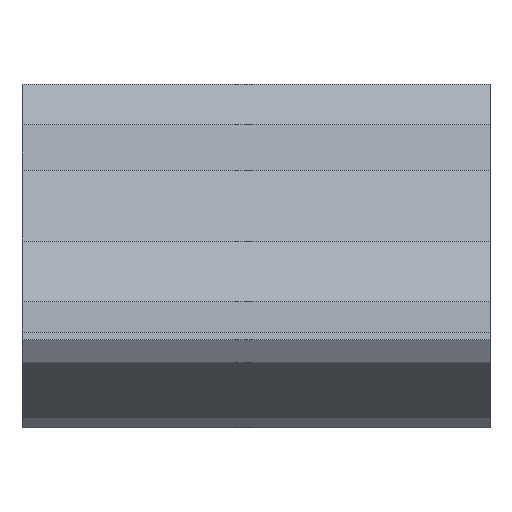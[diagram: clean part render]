
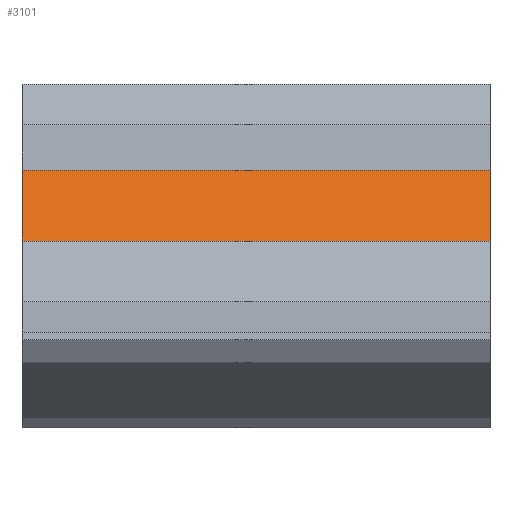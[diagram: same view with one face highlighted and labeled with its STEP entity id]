
A CAD part, front view. The second image highlights one B-rep face of the part: STEP entity #3101.
In plain terms, the highlighted planar face has unit normal (0, -0.622, 0.783).
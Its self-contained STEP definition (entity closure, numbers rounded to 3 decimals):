
#72 = PLANE('',#73);
#73 = AXIS2_PLACEMENT_3D('',#74,#75,#76);
#74 = CARTESIAN_POINT('',(-40.,80.,49.9));
#75 = DIRECTION('',(-1.,-0.,0.));
#76 = DIRECTION('',(0.,-0.,-1.));
#126 = PLANE('',#127);
#127 = AXIS2_PLACEMENT_3D('',#128,#129,#130);
#128 = CARTESIAN_POINT('',(-30.,80.,49.9));
#129 = DIRECTION('',(-1.,-0.,0.));
#130 = DIRECTION('',(0.,-0.,-1.));
#2971 = PLANE('',#2972);
#2972 = AXIS2_PLACEMENT_3D('',#2973,#2974,#2975);
#2973 = CARTESIAN_POINT('',(-30.,60.318,-17.801));
#2974 = DIRECTION('',(0.,-0.815,0.58));
#2975 = DIRECTION('',(0.,-0.58,-0.815));
#3029 = EDGE_CURVE('',#3030,#3032,#3034,.T.);
#3030 = VERTEX_POINT('',#3031);
#3031 = CARTESIAN_POINT('',(-30.,62.048,-15.368));
#3032 = VERTEX_POINT('',#3033);
#3033 = CARTESIAN_POINT('',(-40.,62.048,-15.368));
#3034 = SURFACE_CURVE('',#3035,(#3039,#3046),.PCURVE_S1.);
#3035 = LINE('',#3036,#3037);
#3036 = CARTESIAN_POINT('',(-30.,62.048,-15.368));
#3037 = VECTOR('',#3038,1.);
#3038 = DIRECTION('',(-1.,-0.,0.));
#3039 = PCURVE('',#2971,#3040);
#3040 = DEFINITIONAL_REPRESENTATION('',(#3041),#3045);
#3041 = LINE('',#3042,#3043);
#3042 = CARTESIAN_POINT('',(-2.985,0.));
#3043 = VECTOR('',#3044,1.);
#3044 = DIRECTION('',(-0.,-1.));
#3045 = ( GEOMETRIC_REPRESENTATION_CONTEXT(2) 
PARAMETRIC_REPRESENTATION_CONTEXT() REPRESENTATION_CONTEXT('2D SPACE',''
  ) );
#3046 = PCURVE('',#3047,#3052);
#3047 = PLANE('',#3048);
#3048 = AXIS2_PLACEMENT_3D('',#3049,#3050,#3051);
#3049 = CARTESIAN_POINT('',(-30.,62.048,-15.368));
#3050 = DIRECTION('',(0.,-0.622,0.783));
#3051 = DIRECTION('',(0.,-0.783,-0.622));
#3052 = DEFINITIONAL_REPRESENTATION('',(#3053),#3057);
#3053 = LINE('',#3054,#3055);
#3054 = CARTESIAN_POINT('',(0.,0.));
#3055 = VECTOR('',#3056,1.);
#3056 = DIRECTION('',(-0.,-1.));
#3057 = ( GEOMETRIC_REPRESENTATION_CONTEXT(2) 
PARAMETRIC_REPRESENTATION_CONTEXT() REPRESENTATION_CONTEXT('2D SPACE',''
  ) );
#3101 = ADVANCED_FACE('',(#3102),#3047,.T.);
#3102 = FACE_BOUND('',#3103,.T.);
#3103 = EDGE_LOOP('',(#3104,#3134,#3155,#3156));
#3104 = ORIENTED_EDGE('',*,*,#3105,.T.);
#3105 = EDGE_CURVE('',#3106,#3108,#3110,.T.);
#3106 = VERTEX_POINT('',#3107);
#3107 = CARTESIAN_POINT('',(-30.,63.953,-13.856));
#3108 = VERTEX_POINT('',#3109);
#3109 = CARTESIAN_POINT('',(-40.,63.953,-13.856));
#3110 = SURFACE_CURVE('',#3111,(#3115,#3122),.PCURVE_S1.);
#3111 = LINE('',#3112,#3113);
#3112 = CARTESIAN_POINT('',(-30.,63.953,-13.856));
#3113 = VECTOR('',#3114,1.);
#3114 = DIRECTION('',(-1.,-0.,0.));
#3115 = PCURVE('',#3047,#3116);
#3116 = DEFINITIONAL_REPRESENTATION('',(#3117),#3121);
#3117 = LINE('',#3118,#3119);
#3118 = CARTESIAN_POINT('',(-2.432,0.));
#3119 = VECTOR('',#3120,1.);
#3120 = DIRECTION('',(-0.,-1.));
#3121 = ( GEOMETRIC_REPRESENTATION_CONTEXT(2) 
PARAMETRIC_REPRESENTATION_CONTEXT() REPRESENTATION_CONTEXT('2D SPACE',''
  ) );
#3122 = PCURVE('',#3123,#3128);
#3123 = PLANE('',#3124);
#3124 = AXIS2_PLACEMENT_3D('',#3125,#3126,#3127);
#3125 = CARTESIAN_POINT('',(-30.,63.953,-13.856));
#3126 = DIRECTION('',(0.,-0.504,0.864));
#3127 = DIRECTION('',(0.,-0.864,-0.504));
#3128 = DEFINITIONAL_REPRESENTATION('',(#3129),#3133);
#3129 = LINE('',#3130,#3131);
#3130 = CARTESIAN_POINT('',(0.,0.));
#3131 = VECTOR('',#3132,1.);
#3132 = DIRECTION('',(-0.,-1.));
#3133 = ( GEOMETRIC_REPRESENTATION_CONTEXT(2) 
PARAMETRIC_REPRESENTATION_CONTEXT() REPRESENTATION_CONTEXT('2D SPACE',''
  ) );
#3134 = ORIENTED_EDGE('',*,*,#3135,.F.);
#3135 = EDGE_CURVE('',#3032,#3108,#3136,.T.);
#3136 = SURFACE_CURVE('',#3137,(#3141,#3148),.PCURVE_S1.);
#3137 = LINE('',#3138,#3139);
#3138 = CARTESIAN_POINT('',(-40.,62.048,-15.368));
#3139 = VECTOR('',#3140,1.);
#3140 = DIRECTION('',(0.,0.783,0.622));
#3141 = PCURVE('',#3047,#3142);
#3142 = DEFINITIONAL_REPRESENTATION('',(#3143),#3147);
#3143 = LINE('',#3144,#3145);
#3144 = CARTESIAN_POINT('',(-0.,-10.));
#3145 = VECTOR('',#3146,1.);
#3146 = DIRECTION('',(-1.,0.));
#3147 = ( GEOMETRIC_REPRESENTATION_CONTEXT(2) 
PARAMETRIC_REPRESENTATION_CONTEXT() REPRESENTATION_CONTEXT('2D SPACE',''
  ) );
#3148 = PCURVE('',#72,#3149);
#3149 = DEFINITIONAL_REPRESENTATION('',(#3150),#3154);
#3150 = LINE('',#3151,#3152);
#3151 = CARTESIAN_POINT('',(65.268,17.952));
#3152 = VECTOR('',#3153,1.);
#3153 = DIRECTION('',(-0.622,-0.783));
#3154 = ( GEOMETRIC_REPRESENTATION_CONTEXT(2) 
PARAMETRIC_REPRESENTATION_CONTEXT() REPRESENTATION_CONTEXT('2D SPACE',''
  ) );
#3155 = ORIENTED_EDGE('',*,*,#3029,.F.);
#3156 = ORIENTED_EDGE('',*,*,#3157,.T.);
#3157 = EDGE_CURVE('',#3030,#3106,#3158,.T.);
#3158 = SURFACE_CURVE('',#3159,(#3163,#3170),.PCURVE_S1.);
#3159 = LINE('',#3160,#3161);
#3160 = CARTESIAN_POINT('',(-30.,62.048,-15.368));
#3161 = VECTOR('',#3162,1.);
#3162 = DIRECTION('',(0.,0.783,0.622));
#3163 = PCURVE('',#3047,#3164);
#3164 = DEFINITIONAL_REPRESENTATION('',(#3165),#3169);
#3165 = LINE('',#3166,#3167);
#3166 = CARTESIAN_POINT('',(0.,0.));
#3167 = VECTOR('',#3168,1.);
#3168 = DIRECTION('',(-1.,0.));
#3169 = ( GEOMETRIC_REPRESENTATION_CONTEXT(2) 
PARAMETRIC_REPRESENTATION_CONTEXT() REPRESENTATION_CONTEXT('2D SPACE',''
  ) );
#3170 = PCURVE('',#126,#3171);
#3171 = DEFINITIONAL_REPRESENTATION('',(#3172),#3176);
#3172 = LINE('',#3173,#3174);
#3173 = CARTESIAN_POINT('',(65.268,17.952));
#3174 = VECTOR('',#3175,1.);
#3175 = DIRECTION('',(-0.622,-0.783));
#3176 = ( GEOMETRIC_REPRESENTATION_CONTEXT(2) 
PARAMETRIC_REPRESENTATION_CONTEXT() REPRESENTATION_CONTEXT('2D SPACE',''
  ) );
